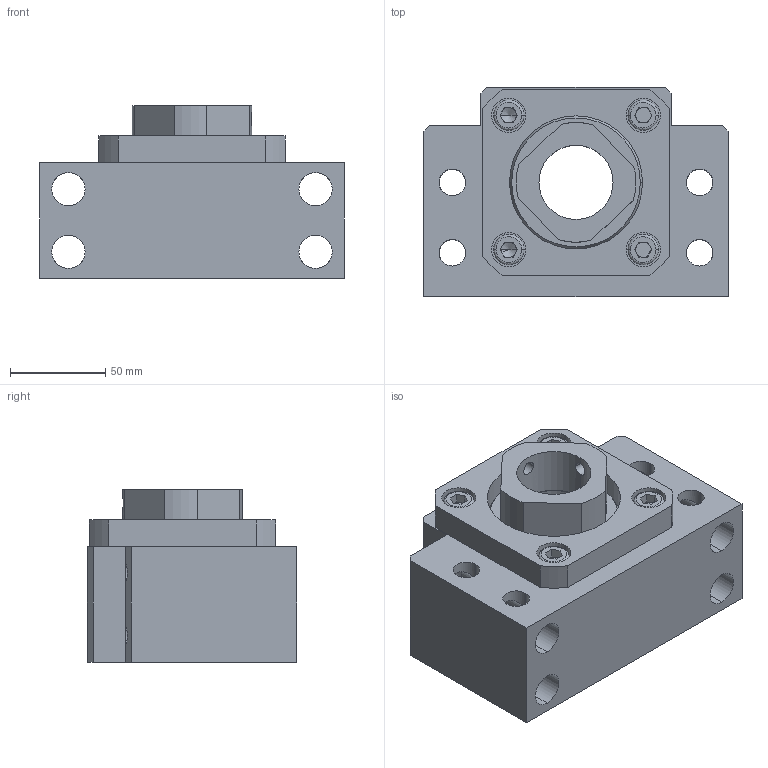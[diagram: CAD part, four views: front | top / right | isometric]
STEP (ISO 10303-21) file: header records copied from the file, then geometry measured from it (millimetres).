
FILE_DESCRIPTION (( 'STEP AP214' ), '1' );
FILE_NAME ('BK40.STEP', '2019-04-04T08:54:47', ( '' ), ( '' ), 'SwSTEP 2.0', 'SolidWorks 2015', '' );
FILE_SCHEMA (( 'AUTOMOTIVE_DESIGN' ));
Length unit declared in the file: millimetre
Products named in the file (1): BK40
Bounding box: 160 x 110.1 x 91 mm (x, y, z)
Surface area: 123178.4 mm2 (no closed solid volume)
Topology: 0 solids, 39 shells, 742 faces, 2132 edges, 1414 vertices
Faces by surface type: plane 608, cylinder 67, bspline 43, cone 24
Entity records: 31252 total; most frequent: CARTESIAN_POINT 11114, ORIENTED_EDGE 4091, DIRECTION 3496, EDGE_CURVE 2112, LINE 1730, VECTOR 1730, VERTEX_POINT 1414, AXIS2_PLACEMENT_3D 883
